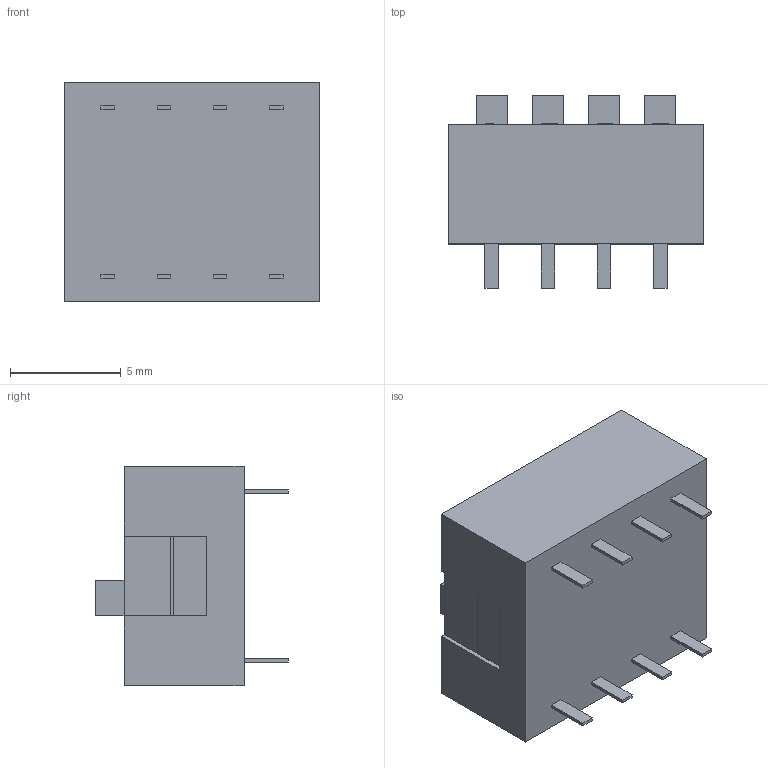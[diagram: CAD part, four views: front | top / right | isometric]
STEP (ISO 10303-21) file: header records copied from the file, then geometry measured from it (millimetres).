
FILE_DESCRIPTION(/* description */ (''),/* implementation_level */ '2;1');
FILE_NAME(/* name */ 'DIP Blue 4-way.step',/* time_stamp */ '2019-03-08T01:27:10+11:00',/* author */ ('austfox'),/* organization */ (''),/* preprocessor_version */ 'ST-DEVELOPER v17.2',/* originating_system */ 'Autodesk Translation Framework v7.6.0.251',/* authorisation */ '');
FILE_SCHEMA (('AUTOMOTIVE_DESIGN { 1 0 10303 214 3 1 1 }'));
Length unit declared in the file: millimetre
Products named in the file (1): DIP Blue 4-way
Bounding box: 11.52 x 8.7 x 9.9 mm (x, y, z)
Volume: 622.8 mm3; surface area: 770.9 mm2
Topology: 27 solids, 27 shells, 310 faces, 744 edges, 496 vertices
Faces by surface type: plane 210, bspline 96, cylinder 4
Full cylindrical faces by diameter (mm): 0.65 x4
Entity records: 9827 total; most frequent: CARTESIAN_POINT 3183, ORIENTED_EDGE 1488, DIRECTION 990, EDGE_CURVE 744, LINE 544, VECTOR 544, VERTEX_POINT 496, EDGE_LOOP 326
